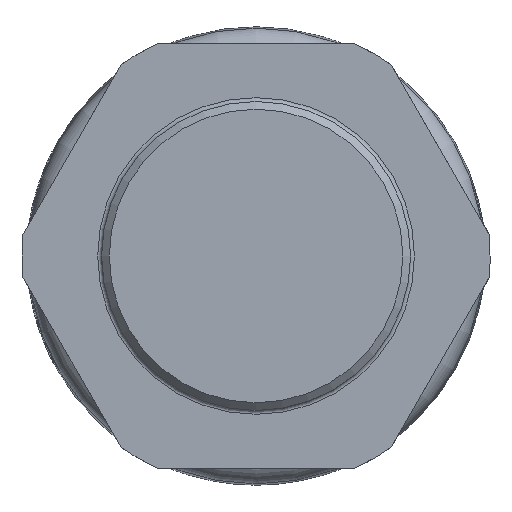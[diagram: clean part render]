
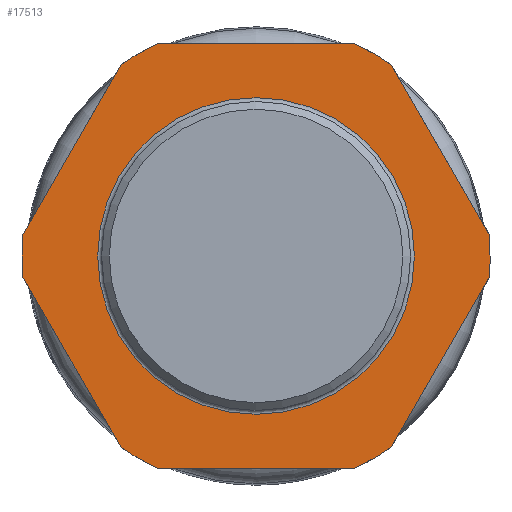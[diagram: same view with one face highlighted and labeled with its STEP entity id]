
A CAD part, left-side view. The second image highlights one B-rep face of the part: STEP entity #17513.
In plain terms, the highlighted planar face has unit normal (-1, 0, 0).
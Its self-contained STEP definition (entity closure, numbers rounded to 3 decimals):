
#879=FACE_BOUND('',#5146,.T.);
#1211=CIRCLE('',#18683,30.3);
#1212=CIRCLE('',#18686,30.3);
#1213=CIRCLE('',#18689,30.3);
#1214=CIRCLE('',#18694,30.3);
#1215=CIRCLE('',#18696,30.3);
#1216=CIRCLE('',#18698,30.3);
#1217=CIRCLE('',#18699,20.5);
#2435=LINE('',#30291,#3256);
#2439=LINE('',#30300,#3260);
#2442=LINE('',#30308,#3263);
#2445=LINE('',#30317,#3266);
#2448=LINE('',#30323,#3269);
#2451=LINE('',#30328,#3272);
#3256=VECTOR('',#21545,10.);
#3260=VECTOR('',#21555,10.);
#3263=VECTOR('',#21564,10.);
#3266=VECTOR('',#21573,10.);
#3269=VECTOR('',#21578,10.);
#3272=VECTOR('',#21583,10.);
#4053=FACE_OUTER_BOUND('',#5145,.T.);
#5145=EDGE_LOOP('',(#12765,#12766,#12767,#12768,#12769,#12770,#12771,#12772,
#12773,#12774,#12775,#12776));
#5146=EDGE_LOOP('',(#12777));
#7072=VERTEX_POINT('',#30288);
#7073=VERTEX_POINT('',#30290);
#7074=VERTEX_POINT('',#30294);
#7075=VERTEX_POINT('',#30298);
#7076=VERTEX_POINT('',#30302);
#7077=VERTEX_POINT('',#30306);
#7078=VERTEX_POINT('',#30310);
#7079=VERTEX_POINT('',#30314);
#7080=VERTEX_POINT('',#30316);
#7081=VERTEX_POINT('',#30320);
#7082=VERTEX_POINT('',#30322);
#7083=VERTEX_POINT('',#30326);
#7084=VERTEX_POINT('',#30335);
#9081=EDGE_CURVE('',#7073,#7072,#2435,.T.);
#9084=EDGE_CURVE('',#7074,#7072,#1211,.T.);
#9086=EDGE_CURVE('',#7074,#7075,#2439,.T.);
#9088=EDGE_CURVE('',#7076,#7075,#1212,.T.);
#9090=EDGE_CURVE('',#7076,#7077,#2442,.T.);
#9092=EDGE_CURVE('',#7078,#7077,#1213,.T.);
#9094=EDGE_CURVE('',#7080,#7079,#2445,.T.);
#9097=EDGE_CURVE('',#7082,#7081,#2448,.T.);
#9100=EDGE_CURVE('',#7078,#7083,#2451,.T.);
#9101=EDGE_CURVE('',#7073,#7081,#1214,.T.);
#9102=EDGE_CURVE('',#7080,#7083,#1215,.T.);
#9103=EDGE_CURVE('',#7082,#7079,#1216,.T.);
#9104=EDGE_CURVE('',#7084,#7084,#1217,.T.);
#12765=ORIENTED_EDGE('',*,*,#9094,.T.);
#12766=ORIENTED_EDGE('',*,*,#9103,.F.);
#12767=ORIENTED_EDGE('',*,*,#9097,.T.);
#12768=ORIENTED_EDGE('',*,*,#9101,.F.);
#12769=ORIENTED_EDGE('',*,*,#9081,.T.);
#12770=ORIENTED_EDGE('',*,*,#9084,.F.);
#12771=ORIENTED_EDGE('',*,*,#9086,.T.);
#12772=ORIENTED_EDGE('',*,*,#9088,.F.);
#12773=ORIENTED_EDGE('',*,*,#9090,.T.);
#12774=ORIENTED_EDGE('',*,*,#9092,.F.);
#12775=ORIENTED_EDGE('',*,*,#9100,.T.);
#12776=ORIENTED_EDGE('',*,*,#9102,.F.);
#12777=ORIENTED_EDGE('',*,*,#9104,.T.);
#15852=PLANE('',#18697);
#17513=ADVANCED_FACE('',(#4053,#879),#15852,.T.);
#18683=AXIS2_PLACEMENT_3D('',#30296,#21550,#21551);
#18686=AXIS2_PLACEMENT_3D('',#30304,#21559,#21560);
#18689=AXIS2_PLACEMENT_3D('',#30312,#21568,#21569);
#18694=AXIS2_PLACEMENT_3D('',#30330,#21586,#21587);
#18696=AXIS2_PLACEMENT_3D('',#30332,#21590,#21591);
#18697=AXIS2_PLACEMENT_3D('',#30333,#21592,#21593);
#18698=AXIS2_PLACEMENT_3D('',#30334,#21594,#21595);
#18699=AXIS2_PLACEMENT_3D('',#30336,#21596,#21597);
#21545=DIRECTION('',(0.,0.5,-0.866));
#21550=DIRECTION('center_axis',(1.,0.,0.));
#21551=DIRECTION('ref_axis',(0.,-1.,0.));
#21555=DIRECTION('',(0.,-0.5,-0.866));
#21559=DIRECTION('center_axis',(1.,0.,0.));
#21560=DIRECTION('ref_axis',(0.,-1.,0.));
#21564=DIRECTION('',(0.,-1.,0.));
#21568=DIRECTION('center_axis',(1.,0.,0.));
#21569=DIRECTION('ref_axis',(0.,-1.,0.));
#21573=DIRECTION('',(0.,0.5,0.866));
#21578=DIRECTION('',(0.,1.,0.));
#21583=DIRECTION('',(0.,-0.5,0.866));
#21586=DIRECTION('center_axis',(1.,0.,0.));
#21587=DIRECTION('ref_axis',(0.,-1.,0.));
#21590=DIRECTION('center_axis',(1.,0.,0.));
#21591=DIRECTION('ref_axis',(0.,-1.,0.));
#21592=DIRECTION('center_axis',(-1.,0.,0.));
#21593=DIRECTION('ref_axis',(0.,1.,0.));
#21594=DIRECTION('center_axis',(1.,0.,0.));
#21595=DIRECTION('ref_axis',(0.,-1.,0.));
#21596=DIRECTION('center_axis',(1.,0.,0.));
#21597=DIRECTION('ref_axis',(0.,-1.,0.));
#30288=CARTESIAN_POINT('',(-53.,30.177,2.733));
#30290=CARTESIAN_POINT('',(-53.,17.455,24.767));
#30291=CARTESIAN_POINT('',(-53.,27.195,7.896));
#30294=CARTESIAN_POINT('',(-53.,30.177,-2.733));
#30296=CARTESIAN_POINT('Origin',(-53.,0.,
0.));
#30298=CARTESIAN_POINT('',(-53.,17.455,-24.767));
#30300=CARTESIAN_POINT('',(-53.,20.436,-19.604));
#30302=CARTESIAN_POINT('',(-53.,12.722,-27.5));
#30304=CARTESIAN_POINT('Origin',(-53.,0.,
0.));
#30306=CARTESIAN_POINT('',(-53.,-12.722,-27.5));
#30308=CARTESIAN_POINT('',(-53.,6.361,-27.5));
#30310=CARTESIAN_POINT('',(-53.,-17.455,-24.767));
#30312=CARTESIAN_POINT('Origin',(-53.,0.,
0.));
#30314=CARTESIAN_POINT('',(-53.,-17.455,24.767));
#30316=CARTESIAN_POINT('',(-53.,-30.177,2.733));
#30317=CARTESIAN_POINT('',(-53.,-33.556,-3.121));
#30320=CARTESIAN_POINT('',(-53.,12.722,27.5));
#30322=CARTESIAN_POINT('',(-53.,-12.722,27.5));
#30323=CARTESIAN_POINT('',(-53.,-6.361,27.5));
#30326=CARTESIAN_POINT('',(-53.,-30.177,-2.733));
#30328=CARTESIAN_POINT('',(-53.,-14.075,-30.621));
#30330=CARTESIAN_POINT('Origin',(-53.,0.,
0.));
#30332=CARTESIAN_POINT('Origin',(-53.,0.,
0.));
#30333=CARTESIAN_POINT('Origin',(-53.,0.,
-30.3));
#30334=CARTESIAN_POINT('Origin',(-53.,0.,
0.));
#30335=CARTESIAN_POINT('',(-53.,0.,-20.5));
#30336=CARTESIAN_POINT('Origin',(-53.,0.,
0.));
